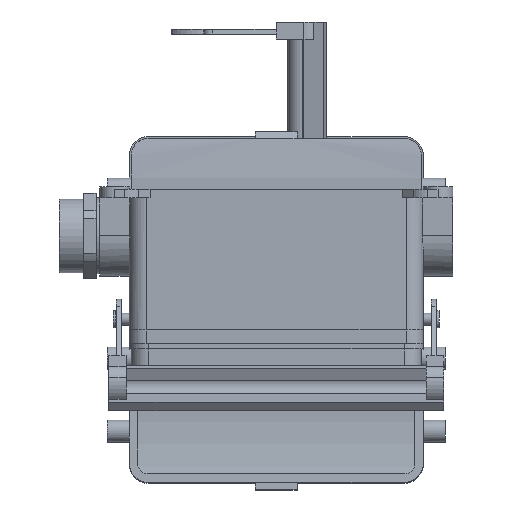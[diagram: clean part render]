
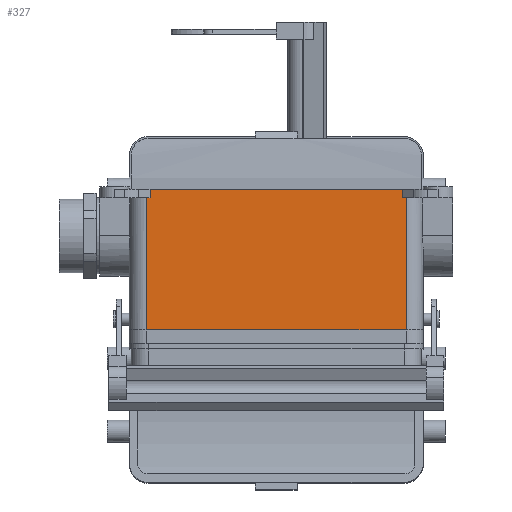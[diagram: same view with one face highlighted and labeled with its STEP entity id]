
A CAD part, top view. The second image highlights one B-rep face of the part: STEP entity #327.
In plain terms, the highlighted planar face has unit normal (0, 0, 1).
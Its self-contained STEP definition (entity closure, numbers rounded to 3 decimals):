
#327 = ADVANCED_FACE( '', ( #886 ), #887, .F. );
#886 = FACE_OUTER_BOUND( '', #1755, .T. );
#887 = PLANE( '', #1756 );
#1755 = EDGE_LOOP( '', ( #2651, #2652, #2653, #2654, #2655, #2656, #2657, #2658 ) );
#1756 = AXIS2_PLACEMENT_3D( '', #2659, #2660, #2661 );
#2651 = ORIENTED_EDGE( '', *, *, #4967, .T. );
#2652 = ORIENTED_EDGE( '', *, *, #4968, .F. );
#2653 = ORIENTED_EDGE( '', *, *, #4969, .T. );
#2654 = ORIENTED_EDGE( '', *, *, #4970, .T. );
#2655 = ORIENTED_EDGE( '', *, *, #4971, .F. );
#2656 = ORIENTED_EDGE( '', *, *, #4972, .F. );
#2657 = ORIENTED_EDGE( '', *, *, #4973, .T. );
#2658 = ORIENTED_EDGE( '', *, *, #4974, .T. );
#2659 = CARTESIAN_POINT( '', ( 0., -3.5, 21.5 ) );
#2660 = DIRECTION( '', ( 0., 0., -1. ) );
#2661 = DIRECTION( '', ( -1., 0., 0. ) );
#4967 = EDGE_CURVE( '', #5908, #5909, #5910, .T. );
#4968 = EDGE_CURVE( '', #5911, #5909, #5912, .T. );
#4969 = EDGE_CURVE( '', #5911, #5913, #5914, .T. );
#4970 = EDGE_CURVE( '', #5913, #5915, #5916, .T. );
#4971 = EDGE_CURVE( '', #5917, #5915, #5918, .T. );
#4972 = EDGE_CURVE( '', #5919, #5917, #5920, .T. );
#4973 = EDGE_CURVE( '', #5919, #5921, #5922, .T. );
#4974 = EDGE_CURVE( '', #5921, #5908, #5923, .T. );
#5908 = VERTEX_POINT( '', #7286 );
#5909 = VERTEX_POINT( '', #7287 );
#5910 = LINE( '', #7288, #7289 );
#5911 = VERTEX_POINT( '', #7290 );
#5912 = LINE( '', #7291, #7292 );
#5913 = VERTEX_POINT( '', #7293 );
#5914 = LINE( '', #7294, #7295 );
#5915 = VERTEX_POINT( '', #7296 );
#5916 = LINE( '', #7297, #7298 );
#5917 = VERTEX_POINT( '', #7299 );
#5918 = LINE( '', #7300, #7301 );
#5919 = VERTEX_POINT( '', #7302 );
#5920 = LINE( '', #7303, #7304 );
#5921 = VERTEX_POINT( '', #7305 );
#5922 = LINE( '', #7306, #7307 );
#5923 = LINE( '', #7308, #7309 );
#7286 = CARTESIAN_POINT( '', ( 51.486, 0., 21.5 ) );
#7287 = CARTESIAN_POINT( '', ( -51.486, 0., 21.5 ) );
#7288 = CARTESIAN_POINT( '', ( 0., 0., 21.5 ) );
#7289 = VECTOR( '', #9325, 1000. );
#7290 = CARTESIAN_POINT( '', ( -51.486, -3.5, 21.5 ) );
#7291 = CARTESIAN_POINT( '', ( -51.486, -3.5, 21.5 ) );
#7292 = VECTOR( '', #9326, 1000. );
#7293 = CARTESIAN_POINT( '', ( -53., -3.5, 21.5 ) );
#7294 = CARTESIAN_POINT( '', ( -61.8, -3.5, 21.5 ) );
#7295 = VECTOR( '', #9327, 1000. );
#7296 = CARTESIAN_POINT( '', ( -53., -57.4, 21.5 ) );
#7297 = CARTESIAN_POINT( '', ( -53., 108.116, 21.5 ) );
#7298 = VECTOR( '', #9328, 1000. );
#7299 = CARTESIAN_POINT( '', ( 53., -57.4, 21.5 ) );
#7300 = CARTESIAN_POINT( '', ( -53., -57.4, 21.5 ) );
#7301 = VECTOR( '', #9329, 1000. );
#7302 = CARTESIAN_POINT( '', ( 53., -3.5, 21.5 ) );
#7303 = CARTESIAN_POINT( '', ( 53., 108.116, 21.5 ) );
#7304 = VECTOR( '', #9330, 1000. );
#7305 = CARTESIAN_POINT( '', ( 51.486, -3.5, 21.5 ) );
#7306 = CARTESIAN_POINT( '', ( -61.8, -3.5, 21.5 ) );
#7307 = VECTOR( '', #9331, 1000. );
#7308 = CARTESIAN_POINT( '', ( 51.486, -3.5, 21.5 ) );
#7309 = VECTOR( '', #9332, 1000. );
#9325 = DIRECTION( '', ( -1., 0., 0. ) );
#9326 = DIRECTION( '', ( 0., 1., 0. ) );
#9327 = DIRECTION( '', ( -1., 0., 0. ) );
#9328 = DIRECTION( '', ( 0., -1., 0. ) );
#9329 = DIRECTION( '', ( -1., 0., 0. ) );
#9330 = DIRECTION( '', ( 0., -1., 0. ) );
#9331 = DIRECTION( '', ( -1., 0., 0. ) );
#9332 = DIRECTION( '', ( 0., 1., 0. ) );
